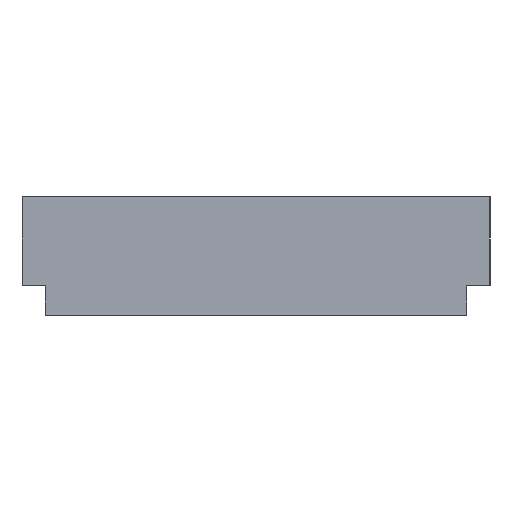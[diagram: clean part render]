
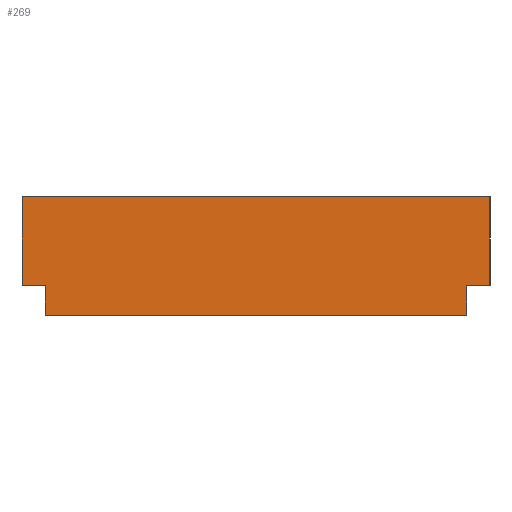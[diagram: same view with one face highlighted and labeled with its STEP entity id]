
A CAD part, left-side view. The second image highlights one B-rep face of the part: STEP entity #269.
In plain terms, the highlighted planar face has unit normal (-1, 0, 0).
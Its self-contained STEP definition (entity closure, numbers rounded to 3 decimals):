
#45=DIRECTION('',(0.,-1.,0.));
#46=VECTOR('',#45,10.);
#47=CARTESIAN_POINT('',(0.,0.,0.));
#48=LINE('',#47,#46);
#53=DIRECTION('',(0.,0.,-1.));
#54=VECTOR('',#53,1.9);
#55=CARTESIAN_POINT('',(0.,-10.,0.));
#56=LINE('',#55,#54);
#60=DIRECTION('',(0.,1.,0.));
#61=VECTOR('',#60,0.5);
#62=CARTESIAN_POINT('',(0.,-10.,-1.9));
#63=LINE('',#62,#61);
#67=DIRECTION('',(0.,0.,-1.));
#68=VECTOR('',#67,0.64);
#69=CARTESIAN_POINT('',(0.,-9.5,-1.9));
#70=LINE('',#69,#68);
#74=DIRECTION('',(0.,1.,0.));
#75=VECTOR('',#74,9.);
#76=CARTESIAN_POINT('',(0.,-9.5,-2.54));
#77=LINE('',#76,#75);
#81=DIRECTION('',(0.,0.,1.));
#82=VECTOR('',#81,0.64);
#83=CARTESIAN_POINT('',(0.,-0.5,-2.54));
#84=LINE('',#83,#82);
#88=DIRECTION('',(0.,1.,0.));
#89=VECTOR('',#88,0.5);
#90=CARTESIAN_POINT('',(0.,-0.5,-1.9));
#91=LINE('',#90,#89);
#95=DIRECTION('',(0.,0.,1.));
#96=VECTOR('',#95,1.9);
#97=CARTESIAN_POINT('',(0.,0.,-1.9));
#98=LINE('',#97,#96);
#214=CARTESIAN_POINT('',(0.,0.,0.));
#215=CARTESIAN_POINT('',(0.,-10.,0.));
#216=VERTEX_POINT('',#214);
#217=VERTEX_POINT('',#215);
#218=CARTESIAN_POINT('',(0.,0.,-1.9));
#219=VERTEX_POINT('',#218);
#220=CARTESIAN_POINT('',(0.,-0.5,-1.9));
#221=VERTEX_POINT('',#220);
#222=CARTESIAN_POINT('',(0.,-0.5,-2.54));
#223=VERTEX_POINT('',#222);
#224=CARTESIAN_POINT('',(0.,-9.5,-2.54));
#225=VERTEX_POINT('',#224);
#226=CARTESIAN_POINT('',(0.,-9.5,-1.9));
#227=VERTEX_POINT('',#226);
#228=CARTESIAN_POINT('',(0.,-10.,-1.9));
#229=VERTEX_POINT('',#228);
#246=CARTESIAN_POINT('',(0.,0.,0.));
#247=DIRECTION('',(-1.,0.,0.));
#248=DIRECTION('',(0.,-1.,0.));
#249=AXIS2_PLACEMENT_3D('',#246,#247,#248);
#250=PLANE('',#249);
#252=ORIENTED_EDGE('',*,*,#251,.T.);
#254=ORIENTED_EDGE('',*,*,#253,.T.);
#256=ORIENTED_EDGE('',*,*,#255,.T.);
#258=ORIENTED_EDGE('',*,*,#257,.T.);
#260=ORIENTED_EDGE('',*,*,#259,.T.);
#262=ORIENTED_EDGE('',*,*,#261,.T.);
#264=ORIENTED_EDGE('',*,*,#263,.T.);
#266=ORIENTED_EDGE('',*,*,#265,.T.);
#267=EDGE_LOOP('',(#252,#254,#256,#258,#260,#262,#264,#266));
#268=FACE_OUTER_BOUND('',#267,.F.);
#251=EDGE_CURVE('',#216,#217,#48,.T.);
#253=EDGE_CURVE('',#217,#229,#56,.T.);
#255=EDGE_CURVE('',#229,#227,#63,.T.);
#257=EDGE_CURVE('',#227,#225,#70,.T.);
#259=EDGE_CURVE('',#225,#223,#77,.T.);
#261=EDGE_CURVE('',#223,#221,#84,.T.);
#263=EDGE_CURVE('',#221,#219,#91,.T.);
#265=EDGE_CURVE('',#219,#216,#98,.T.);
#269=ADVANCED_FACE('',(#268),#250,.T.);
